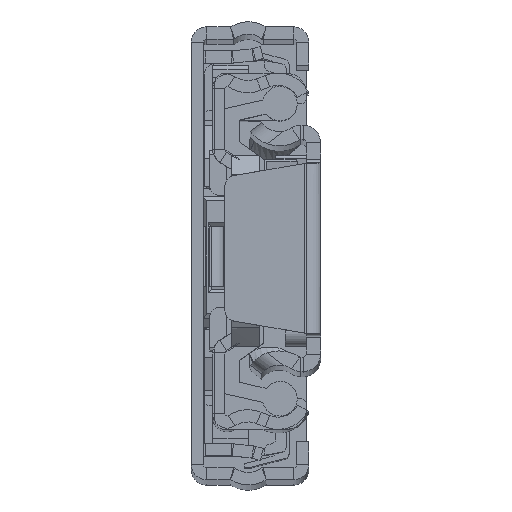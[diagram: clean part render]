
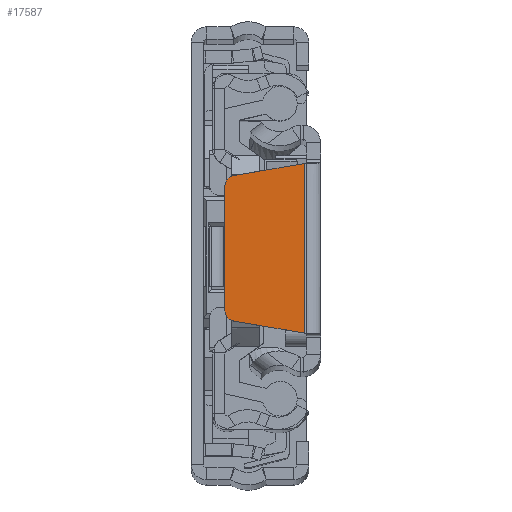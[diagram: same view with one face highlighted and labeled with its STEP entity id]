
A CAD part, top view. The second image highlights one B-rep face of the part: STEP entity #17587.
In plain terms, the highlighted planar face has unit normal (0, 0, 1).
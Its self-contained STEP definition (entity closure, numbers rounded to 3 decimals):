
#10 = EDGE_CURVE ( 'NONE', #12684, #22073, #25780, .T. ) ;
#243 = PLANE ( 'NONE',  #25077 ) ;
#577 = DIRECTION ( 'NONE',  ( 0.986, 0.168, 0. ) ) ;
#1247 = ORIENTED_EDGE ( 'NONE', *, *, #5736, .F. ) ;
#1384 = LINE ( 'NONE', #20553, #30871 ) ;
#1559 = ORIENTED_EDGE ( 'NONE', *, *, #9055, .F. ) ;
#1956 = EDGE_LOOP ( 'NONE', ( #1559, #8306, #9849, #1247, #16481, #22015 ) ) ;
#2937 = LINE ( 'NONE', #22121, #4516 ) ;
#3067 = DIRECTION ( 'NONE',  ( 0., 0., -1. ) ) ;
#3409 = DIRECTION ( 'NONE',  ( 0., 0., -1. ) ) ;
#4226 = CARTESIAN_POINT ( 'NONE',  ( -8.568, -7.142, 0. ) ) ;
#4394 = VECTOR ( 'NONE', #11455, 1000. ) ;
#4516 = VECTOR ( 'NONE', #577, 1000. ) ;
#5736 = EDGE_CURVE ( 'NONE', #21889, #8957, #22046, .T. ) ;
#6057 = CARTESIAN_POINT ( 'NONE',  ( -1.6, -8.333, 0. ) ) ;
#7601 = CARTESIAN_POINT ( 'NONE',  ( -1.6, 8.333, 0. ) ) ;
#7945 = FACE_OUTER_BOUND ( 'NONE', #1956, .T. ) ;
#7967 = DIRECTION ( 'NONE',  ( -1., 0., 0. ) ) ;
#8306 = ORIENTED_EDGE ( 'NONE', *, *, #15592, .F. ) ;
#8811 = CARTESIAN_POINT ( 'NONE',  ( -8.568, 7.142, 0. ) ) ;
#8957 = VERTEX_POINT ( 'NONE', #25775 ) ;
#9055 = EDGE_CURVE ( 'NONE', #9606, #12684, #1384, .T. ) ;
#9606 = VERTEX_POINT ( 'NONE', #7601 ) ;
#9795 = DIRECTION ( 'NONE',  ( 0., 1., 0. ) ) ;
#9834 = CARTESIAN_POINT ( 'NONE',  ( -8.4, 6.156, 0. ) ) ;
#9849 = ORIENTED_EDGE ( 'NONE', *, *, #17233, .F. ) ;
#10264 = CARTESIAN_POINT ( 'NONE',  ( -9.4, 6.156, 0. ) ) ;
#10370 = DIRECTION ( 'NONE',  ( -1., 0., 0. ) ) ;
#10610 = AXIS2_PLACEMENT_3D ( 'NONE', #29522, #3409, #7967 ) ;
#11455 = DIRECTION ( 'NONE',  ( -0.986, 0.168, 0. ) ) ;
#11639 = CIRCLE ( 'NONE', #10610, 1. ) ;
#12684 = VERTEX_POINT ( 'NONE', #6057 ) ;
#15592 = EDGE_CURVE ( 'NONE', #26524, #9606, #2937, .T. ) ;
#15998 = VECTOR ( 'NONE', #9795, 1000. ) ;
#16481 = ORIENTED_EDGE ( 'NONE', *, *, #23281, .F. ) ;
#17233 = EDGE_CURVE ( 'NONE', #8957, #26524, #21022, .T. ) ;
#17542 = CARTESIAN_POINT ( 'NONE',  ( -8.568, -7.142, 0. ) ) ;
#17587 = ADVANCED_FACE ( 'NONE', ( #7945 ), #243, .F. ) ;
#19403 = DIRECTION ( 'NONE',  ( -1., 0., 0. ) ) ;
#19483 = AXIS2_PLACEMENT_3D ( 'NONE', #27203, #25169, #10370 ) ;
#20553 = CARTESIAN_POINT ( 'NONE',  ( -1.6, -8.333, 0. ) ) ;
#20743 = CARTESIAN_POINT ( 'NONE',  ( -9.4, -6.156, 0. ) ) ;
#21022 = CIRCLE ( 'NONE', #19483, 1. ) ;
#21889 = VERTEX_POINT ( 'NONE', #20743 ) ;
#22015 = ORIENTED_EDGE ( 'NONE', *, *, #10, .F. ) ;
#22046 = LINE ( 'NONE', #10264, #15998 ) ;
#22073 = VERTEX_POINT ( 'NONE', #17542 ) ;
#22121 = CARTESIAN_POINT ( 'NONE',  ( -1.5, 8.35, 0. ) ) ;
#23281 = EDGE_CURVE ( 'NONE', #22073, #21889, #11639, .T. ) ;
#25077 = AXIS2_PLACEMENT_3D ( 'NONE', #9834, #3067, #19403 ) ;
#25169 = DIRECTION ( 'NONE',  ( 0., 0., -1. ) ) ;
#25775 = CARTESIAN_POINT ( 'NONE',  ( -9.4, 6.156, 0. ) ) ;
#25780 = LINE ( 'NONE', #4226, #4394 ) ;
#26524 = VERTEX_POINT ( 'NONE', #8811 ) ;
#27203 = CARTESIAN_POINT ( 'NONE',  ( -8.4, 6.156, 0. ) ) ;
#29522 = CARTESIAN_POINT ( 'NONE',  ( -8.4, -6.156, 0. ) ) ;
#30186 = DIRECTION ( 'NONE',  ( 0., -1., 0. ) ) ;
#30871 = VECTOR ( 'NONE', #30186, 1000. ) ;
